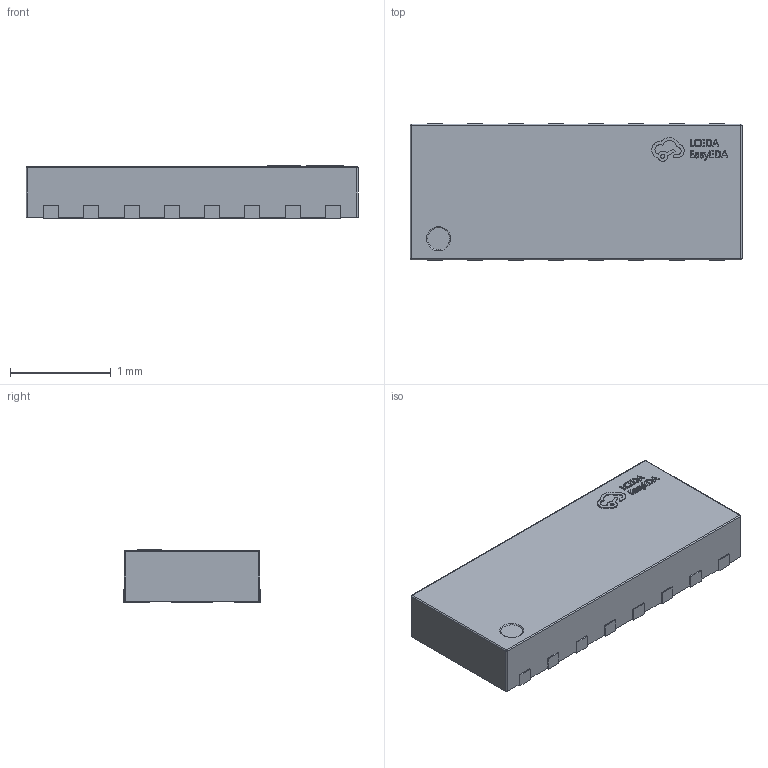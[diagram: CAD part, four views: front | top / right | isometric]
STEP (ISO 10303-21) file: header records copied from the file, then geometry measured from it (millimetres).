
FILE_DESCRIPTION (( 'STEP AP214' ), '1' );
FILE_NAME ('UDFN-16_L3.3-W1.4-H0.5-P0.40-BL-EP.step', '2022-06-30T13:59:53', ( '' ), ( '' ), 'SwSTEP 2.0', 'SolidWorks 2020', '' );
FILE_SCHEMA (( 'AUTOMOTIVE_DESIGN' ));
Length unit declared in the file: millimetre
Products named in the file (1): UDFN-16_L3.3-W1.4-H0.5-P0.40-BL-EP
Bounding box: 3.3 x 1.37 x 0.52 mm (x, y, z)
Volume: 2.2 mm3; surface area: 13.9 mm2
Topology: 1 solids, 1 shells, 406 faces, 1120 edges, 740 vertices
Faces by surface type: plane 280, bspline 112, cylinder 8, sphere 4, torus 2
Entity records: 18438 total; most frequent: CARTESIAN_POINT 4367, ORIENTED_EDGE 2232, DIRECTION 1500, EDGE_CURVE 1116, VECTOR 866, LINE 866, VERTEX_POINT 740, EDGE_LOOP 434
